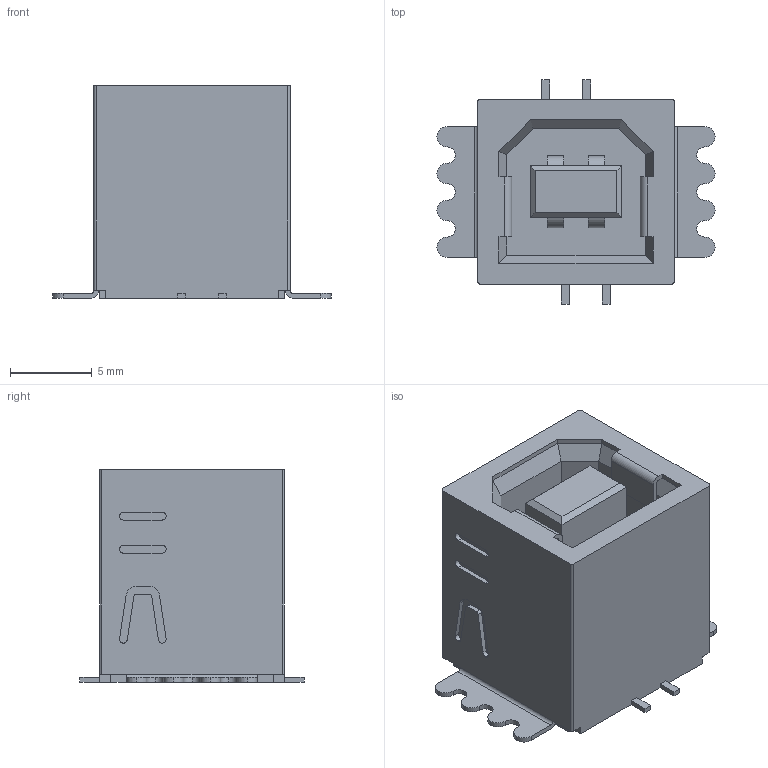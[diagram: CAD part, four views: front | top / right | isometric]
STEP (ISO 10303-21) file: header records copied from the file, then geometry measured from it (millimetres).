
FILE_DESCRIPTION(('STEP AP242'),'1');
FILE_NAME('1734517-1.stp','2021-06-06T06:47:43',('TraceParts'),('TraceParts S.A.'),'Spatial InterOp 3D',' ',' ');
FILE_SCHEMA(('AP242_MANAGED_MODEL_BASED_3D_ENGINEERING_MIM_LF {1 0 10303 442 1 1 4}'));
Length unit declared in the file: millimetre
Products named in the file (1): 1734517-1
Bounding box: 17 x 13.7 x 13 mm (x, y, z)
Volume: 1269.4 mm3; surface area: 1545.6 mm2
Topology: 1 solids, 1 shells, 295 faces, 834 edges, 538 vertices
Faces by surface type: plane 207, cylinder 88
Entity records: 9507 total; most frequent: CARTESIAN_POINT 1668, ORIENTED_EDGE 1668, DIRECTION 1602, EDGE_CURVE 834, LINE 658, VECTOR 658, VERTEX_POINT 538, AXIS2_PLACEMENT_3D 472
